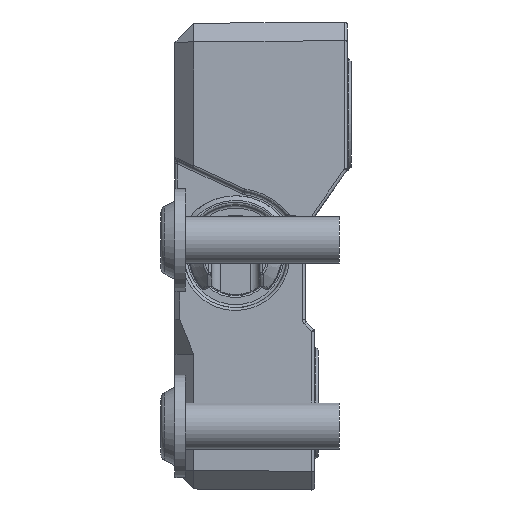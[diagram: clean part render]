
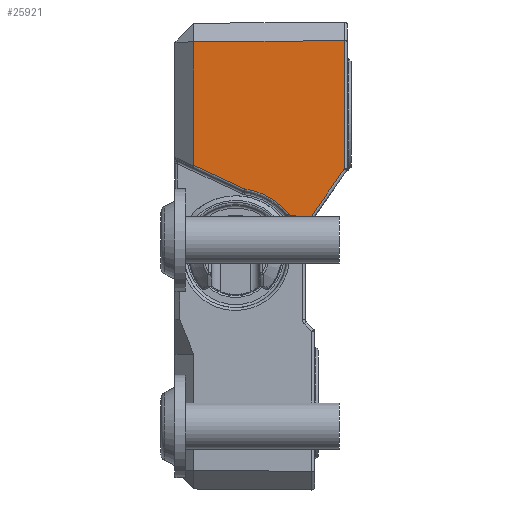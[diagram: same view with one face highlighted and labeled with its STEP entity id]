
A CAD part, left-side view. The second image highlights one B-rep face of the part: STEP entity #25921.
In plain terms, the highlighted face is planar.
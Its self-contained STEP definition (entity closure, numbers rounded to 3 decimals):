
#360=PLANE('',#28050);
#804=ELLIPSE('',#28051,7.3,7.3);
#1534=LINE('',#42029,#2999);
#1536=LINE('',#42033,#3001);
#1539=LINE('',#42050,#3004);
#1544=LINE('',#42072,#3009);
#1545=LINE('',#42093,#3010);
#1546=LINE('',#42095,#3011);
#1547=LINE('',#42097,#3012);
#2999=VECTOR('',#31838,10.);
#3001=VECTOR('',#31844,10.);
#3004=VECTOR('',#31855,10.);
#3009=VECTOR('',#31876,10.);
#3010=VECTOR('',#31881,10.);
#3011=VECTOR('',#31882,10.);
#3012=VECTOR('',#31883,10.);
#5120=FACE_OUTER_BOUND('',#6950,.T.);
#6950=EDGE_LOOP('',(#17944,#17945,#17946,#17947,#17948,#17949,#17950,#17951));
#10897=VERTEX_POINT('',#40928);
#10985=VERTEX_POINT('',#42026);
#10986=VERTEX_POINT('',#42028);
#10992=VERTEX_POINT('',#42049);
#10997=VERTEX_POINT('',#42071);
#10999=VERTEX_POINT('',#42092);
#11000=VERTEX_POINT('',#42094);
#11001=VERTEX_POINT('',#42096);
#13480=EDGE_CURVE('',#10985,#10986,#1534,.T.);
#13483=EDGE_CURVE('',#10986,#10897,#1536,.T.);
#13489=EDGE_CURVE('',#10897,#10992,#1539,.T.);
#13499=EDGE_CURVE('',#10992,#10997,#1544,.T.);
#13502=EDGE_CURVE('',#10999,#10985,#1545,.T.);
#13503=EDGE_CURVE('',#11000,#10999,#1546,.T.);
#13504=EDGE_CURVE('',#11001,#11000,#1547,.T.);
#13505=EDGE_CURVE('',#10997,#11001,#804,.T.);
#17944=ORIENTED_EDGE('',*,*,#13489,.F.);
#17945=ORIENTED_EDGE('',*,*,#13483,.F.);
#17946=ORIENTED_EDGE('',*,*,#13480,.F.);
#17947=ORIENTED_EDGE('',*,*,#13502,.F.);
#17948=ORIENTED_EDGE('',*,*,#13503,.F.);
#17949=ORIENTED_EDGE('',*,*,#13504,.F.);
#17950=ORIENTED_EDGE('',*,*,#13505,.F.);
#17951=ORIENTED_EDGE('',*,*,#13499,.F.);
#25921=ADVANCED_FACE('',(#5120),#360,.T.);
#28050=AXIS2_PLACEMENT_3D('',#42091,#31879,#31880);
#28051=AXIS2_PLACEMENT_3D('',#42098,#31884,#31885);
#31838=DIRECTION('',(0.009,-1.,-0.009));
#31844=DIRECTION('',(0.,0.,1.));
#31855=DIRECTION('',(-0.005,0.574,0.819));
#31876=DIRECTION('',(-0.009,0.988,-0.156));
#31879=DIRECTION('center_axis',(1.,0.009,0.));
#31880=DIRECTION('ref_axis',(0.,0.,1.));
#31881=DIRECTION('',(0.009,-1.,-0.009));
#31882=DIRECTION('',(0.,0.,-1.));
#31883=DIRECTION('',(-0.008,0.906,-0.423));
#31884=DIRECTION('center_axis',(1.,0.009,0.));
#31885=DIRECTION('ref_axis',(0.009,-1.,0.));
#40928=CARTESIAN_POINT('',(24.159,-18.197,-0.145));
#42026=CARTESIAN_POINT('',(24.159,-18.196,-13.909));
#42028=CARTESIAN_POINT('',(24.159,-18.197,-13.909));
#42029=CARTESIAN_POINT('',(23.999,0.12,-13.749));
#42033=CARTESIAN_POINT('',(24.159,-18.197,4.875));
#42049=CARTESIAN_POINT('',(24.126,-14.492,5.148));
#42050=CARTESIAN_POINT('',(24.083,-9.555,12.199));
#42071=CARTESIAN_POINT('',(24.107,-12.284,4.8));
#42072=CARTESIAN_POINT('',(24.068,-7.751,4.086));
#42091=CARTESIAN_POINT('Origin',(24.,0.,15.75));
#42092=CARTESIAN_POINT('',(24.017,-2.,-13.767));
#42093=CARTESIAN_POINT('',(23.999,0.12,-13.749));
#42094=CARTESIAN_POINT('',(24.017,-2.,-0.54));
#42095=CARTESIAN_POINT('',(24.017,-2.,7.875));
#42096=CARTESIAN_POINT('',(24.065,-7.482,2.017));
#42097=CARTESIAN_POINT('',(24.061,-7.011,1.797));
#42098=CARTESIAN_POINT('Origin',(24.057,-6.497,9.25));
